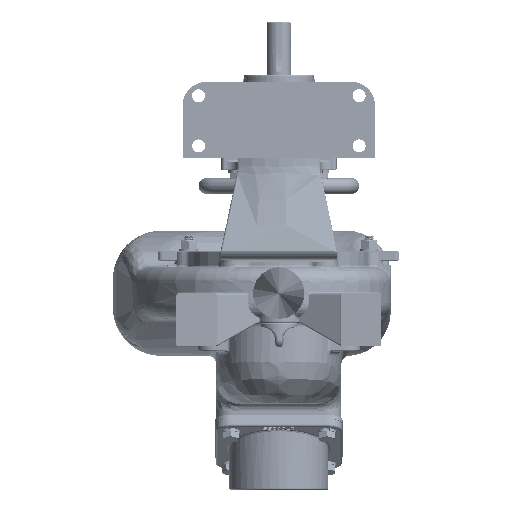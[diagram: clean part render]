
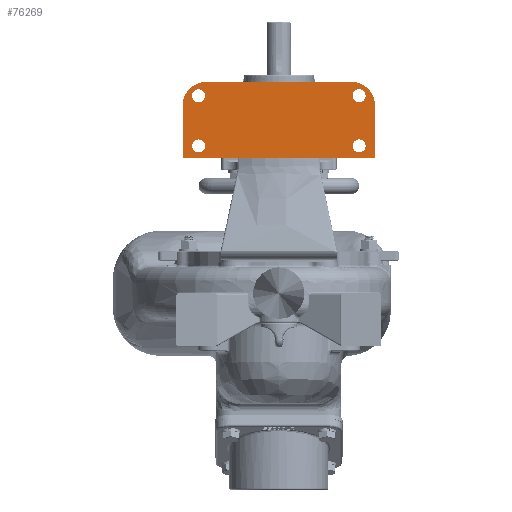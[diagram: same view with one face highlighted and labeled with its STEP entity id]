
A CAD part, front view. The second image highlights one B-rep face of the part: STEP entity #76269.
In plain terms, the highlighted planar face has unit normal (0, -1, 0).
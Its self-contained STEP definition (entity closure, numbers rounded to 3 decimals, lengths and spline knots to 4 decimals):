
#1911=FACE_BOUND('',#17626,.T.);
#1912=FACE_BOUND('',#17627,.T.);
#1913=FACE_BOUND('',#17628,.T.);
#1914=FACE_BOUND('',#17629,.T.);
#2893=PLANE('',#84047);
#7848=CIRCLE('',#84031,0.75);
#7856=CIRCLE('',#84046,0.75);
#7857=CIRCLE('',#84048,0.2031);
#7858=CIRCLE('',#84049,0.2031);
#7859=CIRCLE('',#84050,0.2031);
#7860=CIRCLE('',#84051,0.2031);
#12757=FACE_OUTER_BOUND('',#17625,.T.);
#17625=EDGE_LOOP('',(#69068,#69069,#69070,#69071,#69072,#69073));
#17626=EDGE_LOOP('',(#69074));
#17627=EDGE_LOOP('',(#69075));
#17628=EDGE_LOOP('',(#69076));
#17629=EDGE_LOOP('',(#69077));
#22017=LINE('',#192272,#26529);
#22158=LINE('',#195834,#26670);
#22197=LINE('',#196680,#26709);
#22204=LINE('',#196764,#26716);
#26529=VECTOR('',#100879,0.3937);
#26670=VECTOR('',#101720,0.3937);
#26709=VECTOR('',#101985,0.3937);
#26716=VECTOR('',#102022,0.3937);
#36075=VERTEX_POINT('',#192269);
#36076=VERTEX_POINT('',#192271);
#36367=VERTEX_POINT('',#195832);
#36440=VERTEX_POINT('',#196674);
#36441=VERTEX_POINT('',#196676);
#36449=VERTEX_POINT('',#196760);
#36450=VERTEX_POINT('',#196765);
#36451=VERTEX_POINT('',#196767);
#36452=VERTEX_POINT('',#196769);
#36453=VERTEX_POINT('',#196771);
#46834=EDGE_CURVE('',#36075,#36076,#22017,.T.);
#47304=EDGE_CURVE('',#36075,#36367,#22158,.T.);
#47435=EDGE_CURVE('',#36440,#36441,#7848,.T.);
#47437=EDGE_CURVE('',#36076,#36440,#22197,.T.);
#47453=EDGE_CURVE('',#36449,#36367,#7856,.T.);
#47454=EDGE_CURVE('',#36449,#36441,#22204,.T.);
#47455=EDGE_CURVE('',#36450,#36450,#7857,.T.);
#47456=EDGE_CURVE('',#36451,#36451,#7858,.T.);
#47457=EDGE_CURVE('',#36452,#36452,#7859,.T.);
#47458=EDGE_CURVE('',#36453,#36453,#7860,.T.);
#69068=ORIENTED_EDGE('',*,*,#47453,.F.);
#69069=ORIENTED_EDGE('',*,*,#47454,.T.);
#69070=ORIENTED_EDGE('',*,*,#47435,.F.);
#69071=ORIENTED_EDGE('',*,*,#47437,.F.);
#69072=ORIENTED_EDGE('',*,*,#46834,.F.);
#69073=ORIENTED_EDGE('',*,*,#47304,.T.);
#69074=ORIENTED_EDGE('',*,*,#47455,.T.);
#69075=ORIENTED_EDGE('',*,*,#47456,.T.);
#69076=ORIENTED_EDGE('',*,*,#47457,.T.);
#69077=ORIENTED_EDGE('',*,*,#47458,.T.);
#76269=ADVANCED_FACE('',(#12757,#1911,#1912,#1913,#1914),#2893,.T.);
#84031=AXIS2_PLACEMENT_3D('',#196677,#101980,#101981);
#84046=AXIS2_PLACEMENT_3D('',#196762,#102018,#102019);
#84047=AXIS2_PLACEMENT_3D('',#196763,#102020,#102021);
#84048=AXIS2_PLACEMENT_3D('',#196766,#102023,#102024);
#84049=AXIS2_PLACEMENT_3D('',#196768,#102025,#102026);
#84050=AXIS2_PLACEMENT_3D('',#196770,#102027,#102028);
#84051=AXIS2_PLACEMENT_3D('',#196772,#102029,#102030);
#100879=DIRECTION('',(1.,0.,0.));
#101720=DIRECTION('',(0.,0.,-1.));
#101980=DIRECTION('center_axis',(0.,1.,0.));
#101981=DIRECTION('ref_axis',(0.707,0.,-0.707));
#101985=DIRECTION('',(0.,0.,-1.));
#102018=DIRECTION('center_axis',(0.,1.,0.));
#102019=DIRECTION('ref_axis',(-0.707,0.,-0.707));
#102020=DIRECTION('center_axis',(0.,-1.,0.));
#102021=DIRECTION('ref_axis',(0.,0.,-1.));
#102022=DIRECTION('',(1.,0.,0.));
#102023=DIRECTION('center_axis',(0.,1.,0.));
#102024=DIRECTION('ref_axis',(1.,0.,0.));
#102025=DIRECTION('center_axis',(0.,1.,0.));
#102026=DIRECTION('ref_axis',(1.,0.,0.));
#102027=DIRECTION('center_axis',(0.,1.,0.));
#102028=DIRECTION('ref_axis',(1.,0.,0.));
#102029=DIRECTION('center_axis',(0.,1.,0.));
#102030=DIRECTION('ref_axis',(1.,0.,0.));
#192269=CARTESIAN_POINT('',(-3.,-4.171,0.));
#192271=CARTESIAN_POINT('',(3.,-4.171,0.));
#192272=CARTESIAN_POINT('',(-1.923,-4.171,0.));
#195832=CARTESIAN_POINT('',(-3.,-4.171,-1.625));
#195834=CARTESIAN_POINT('',(-3.,-4.171,0.));
#196674=CARTESIAN_POINT('',(3.,-4.171,-1.625));
#196676=CARTESIAN_POINT('',(2.25,-4.171,-2.375));
#196677=CARTESIAN_POINT('Origin',(2.25,-4.171,-1.625));
#196680=CARTESIAN_POINT('',(3.,-4.171,0.));
#196760=CARTESIAN_POINT('',(-2.25,-4.171,-2.375));
#196762=CARTESIAN_POINT('Origin',(-2.25,-4.171,-1.625));
#196763=CARTESIAN_POINT('Origin',(-1.923,-4.171,0.));
#196764=CARTESIAN_POINT('',(-3.,-4.171,-2.375));
#196765=CARTESIAN_POINT('',(-2.7031,-4.171,-0.375));
#196766=CARTESIAN_POINT('Origin',(-2.5,-4.171,-0.375));
#196767=CARTESIAN_POINT('',(2.2969,-4.171,-0.375));
#196768=CARTESIAN_POINT('Origin',(2.5,-4.171,-0.375));
#196769=CARTESIAN_POINT('',(2.2969,-4.171,-1.9375));
#196770=CARTESIAN_POINT('Origin',(2.5,-4.171,-1.9375));
#196771=CARTESIAN_POINT('',(-2.7031,-4.171,-1.9375));
#196772=CARTESIAN_POINT('Origin',(-2.5,-4.171,-1.9375));
